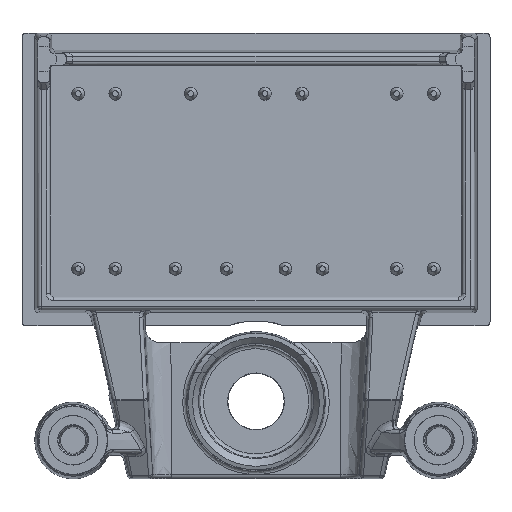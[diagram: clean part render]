
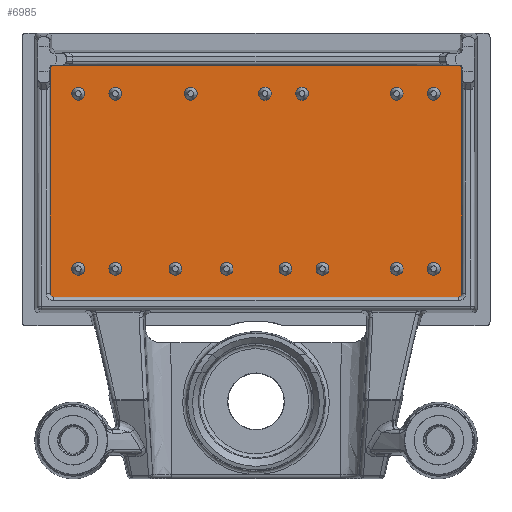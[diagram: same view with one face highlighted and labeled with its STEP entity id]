
A CAD part, top view. The second image highlights one B-rep face of the part: STEP entity #6985.
In plain terms, the highlighted planar face has unit normal (0, 0, 1).
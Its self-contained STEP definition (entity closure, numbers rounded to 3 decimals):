
#310=ELLIPSE('',#7612,0.3,0.3);
#311=ELLIPSE('',#7615,0.3,0.3);
#312=ELLIPSE('',#7618,0.3,0.3);
#313=ELLIPSE('',#7621,0.3,0.3);
#749=LINE('',#15152,#1195);
#752=LINE('',#15160,#1198);
#755=LINE('',#15168,#1201);
#758=LINE('',#15176,#1204);
#1195=VECTOR('',#9158,1000.);
#1198=VECTOR('',#9167,1000.);
#1201=VECTOR('',#9176,1000.);
#1204=VECTOR('',#9185,1000.);
#3082=ORIENTED_EDGE('',*,*,#4424,.T.);
#3083=ORIENTED_EDGE('',*,*,#4425,.T.);
#3084=ORIENTED_EDGE('',*,*,#4426,.T.);
#3085=ORIENTED_EDGE('',*,*,#4427,.T.);
#3086=ORIENTED_EDGE('',*,*,#4428,.T.);
#3087=ORIENTED_EDGE('',*,*,#4429,.T.);
#3088=ORIENTED_EDGE('',*,*,#4430,.T.);
#3089=ORIENTED_EDGE('',*,*,#4431,.T.);
#3090=ORIENTED_EDGE('',*,*,#4432,.T.);
#3091=ORIENTED_EDGE('',*,*,#4433,.T.);
#3092=ORIENTED_EDGE('',*,*,#4434,.T.);
#3093=ORIENTED_EDGE('',*,*,#4435,.T.);
#3094=ORIENTED_EDGE('',*,*,#4436,.T.);
#3095=ORIENTED_EDGE('',*,*,#4437,.T.);
#3096=ORIENTED_EDGE('',*,*,#4438,.T.);
#3097=ORIENTED_EDGE('',*,*,#4423,.T.);
#3098=ORIENTED_EDGE('',*,*,#4421,.F.);
#3099=ORIENTED_EDGE('',*,*,#4419,.F.);
#3100=ORIENTED_EDGE('',*,*,#4417,.F.);
#3101=ORIENTED_EDGE('',*,*,#4415,.F.);
#3102=ORIENTED_EDGE('',*,*,#4413,.T.);
#3103=ORIENTED_EDGE('',*,*,#4411,.T.);
#3104=ORIENTED_EDGE('',*,*,#4409,.T.);
#4409=EDGE_CURVE('',#5133,#5132,#749,.T.);
#4411=EDGE_CURVE('',#5134,#5133,#310,.F.);
#4413=EDGE_CURVE('',#5135,#5134,#752,.T.);
#4415=EDGE_CURVE('',#5135,#5136,#311,.F.);
#4417=EDGE_CURVE('',#5136,#5137,#755,.T.);
#4419=EDGE_CURVE('',#5137,#5138,#312,.F.);
#4421=EDGE_CURVE('',#5138,#5139,#758,.F.);
#4423=EDGE_CURVE('',#5132,#5139,#313,.F.);
#4424=EDGE_CURVE('',#5140,#5140,#5376,.T.);
#4425=EDGE_CURVE('',#5141,#5141,#5377,.T.);
#4426=EDGE_CURVE('',#5142,#5142,#5378,.T.);
#4427=EDGE_CURVE('',#5143,#5143,#5379,.T.);
#4428=EDGE_CURVE('',#5144,#5144,#5380,.T.);
#4429=EDGE_CURVE('',#5145,#5145,#5381,.T.);
#4430=EDGE_CURVE('',#5146,#5146,#5382,.T.);
#4431=EDGE_CURVE('',#5147,#5147,#5383,.T.);
#4432=EDGE_CURVE('',#5148,#5148,#5384,.T.);
#4433=EDGE_CURVE('',#5149,#5149,#5385,.T.);
#4434=EDGE_CURVE('',#5150,#5150,#5386,.T.);
#4435=EDGE_CURVE('',#5151,#5151,#5387,.T.);
#4436=EDGE_CURVE('',#5152,#5152,#5388,.T.);
#4437=EDGE_CURVE('',#5153,#5153,#5389,.T.);
#4438=EDGE_CURVE('',#5154,#5154,#5390,.T.);
#5132=VERTEX_POINT('',#15151);
#5133=VERTEX_POINT('',#15153);
#5134=VERTEX_POINT('',#15157);
#5135=VERTEX_POINT('',#15161);
#5136=VERTEX_POINT('',#15165);
#5137=VERTEX_POINT('',#15169);
#5138=VERTEX_POINT('',#15173);
#5139=VERTEX_POINT('',#15177);
#5140=VERTEX_POINT('',#15183);
#5141=VERTEX_POINT('',#15185);
#5142=VERTEX_POINT('',#15187);
#5143=VERTEX_POINT('',#15189);
#5144=VERTEX_POINT('',#15191);
#5145=VERTEX_POINT('',#15193);
#5146=VERTEX_POINT('',#15195);
#5147=VERTEX_POINT('',#15197);
#5148=VERTEX_POINT('',#15199);
#5149=VERTEX_POINT('',#15201);
#5150=VERTEX_POINT('',#15203);
#5151=VERTEX_POINT('',#15205);
#5152=VERTEX_POINT('',#15207);
#5153=VERTEX_POINT('',#15209);
#5154=VERTEX_POINT('',#15211);
#5376=CIRCLE('',#7623,0.5);
#5377=CIRCLE('',#7624,0.5);
#5378=CIRCLE('',#7625,0.5);
#5379=CIRCLE('',#7626,0.5);
#5380=CIRCLE('',#7627,0.5);
#5381=CIRCLE('',#7628,0.5);
#5382=CIRCLE('',#7629,0.5);
#5383=CIRCLE('',#7630,0.5);
#5384=CIRCLE('',#7631,0.5);
#5385=CIRCLE('',#7632,0.5);
#5386=CIRCLE('',#7633,0.5);
#5387=CIRCLE('',#7634,0.5);
#5388=CIRCLE('',#7635,0.5);
#5389=CIRCLE('',#7636,0.5);
#5390=CIRCLE('',#7637,0.5);
#5794=EDGE_LOOP('',(#3082));
#5795=EDGE_LOOP('',(#3083));
#5796=EDGE_LOOP('',(#3084));
#5797=EDGE_LOOP('',(#3085));
#5798=EDGE_LOOP('',(#3086));
#5799=EDGE_LOOP('',(#3087));
#5800=EDGE_LOOP('',(#3088));
#5801=EDGE_LOOP('',(#3089));
#5802=EDGE_LOOP('',(#3090));
#5803=EDGE_LOOP('',(#3091));
#5804=EDGE_LOOP('',(#3092));
#5805=EDGE_LOOP('',(#3093));
#5806=EDGE_LOOP('',(#3094));
#5807=EDGE_LOOP('',(#3095));
#5808=EDGE_LOOP('',(#3096));
#5809=EDGE_LOOP('',(#3097,#3098,#3099,#3100,#3101,#3102,#3103,#3104));
#6322=FACE_BOUND('',#5794,.T.);
#6323=FACE_BOUND('',#5795,.T.);
#6324=FACE_BOUND('',#5796,.T.);
#6325=FACE_BOUND('',#5797,.T.);
#6326=FACE_BOUND('',#5798,.T.);
#6327=FACE_BOUND('',#5799,.T.);
#6328=FACE_BOUND('',#5800,.T.);
#6329=FACE_BOUND('',#5801,.T.);
#6330=FACE_BOUND('',#5802,.T.);
#6331=FACE_BOUND('',#5803,.T.);
#6332=FACE_BOUND('',#5804,.T.);
#6333=FACE_BOUND('',#5805,.T.);
#6334=FACE_BOUND('',#5806,.T.);
#6335=FACE_BOUND('',#5807,.T.);
#6336=FACE_BOUND('',#5808,.T.);
#6337=FACE_BOUND('',#5809,.T.);
#6600=PLANE('',#7622);
#6985=ADVANCED_FACE('',(#6322,#6323,#6324,#6325,#6326,#6327,#6328,#6329,
#6330,#6331,#6332,#6333,#6334,#6335,#6336,#6337),#6600,.F.);
#7612=AXIS2_PLACEMENT_3D('',#15156,#9162,#9163);
#7615=AXIS2_PLACEMENT_3D('',#15164,#9171,#9172);
#7618=AXIS2_PLACEMENT_3D('',#15172,#9180,#9181);
#7621=AXIS2_PLACEMENT_3D('',#15180,#9189,#9190);
#7622=AXIS2_PLACEMENT_3D('',#15181,#9191,#9192);
#7623=AXIS2_PLACEMENT_3D('',#15182,#9193,#9194);
#7624=AXIS2_PLACEMENT_3D('',#15184,#9195,#9196);
#7625=AXIS2_PLACEMENT_3D('',#15186,#9197,#9198);
#7626=AXIS2_PLACEMENT_3D('',#15188,#9199,#9200);
#7627=AXIS2_PLACEMENT_3D('',#15190,#9201,#9202);
#7628=AXIS2_PLACEMENT_3D('',#15192,#9203,#9204);
#7629=AXIS2_PLACEMENT_3D('',#15194,#9205,#9206);
#7630=AXIS2_PLACEMENT_3D('',#15196,#9207,#9208);
#7631=AXIS2_PLACEMENT_3D('',#15198,#9209,#9210);
#7632=AXIS2_PLACEMENT_3D('',#15200,#9211,#9212);
#7633=AXIS2_PLACEMENT_3D('',#15202,#9213,#9214);
#7634=AXIS2_PLACEMENT_3D('',#15204,#9215,#9216);
#7635=AXIS2_PLACEMENT_3D('',#15206,#9217,#9218);
#7636=AXIS2_PLACEMENT_3D('',#15208,#9219,#9220);
#7637=AXIS2_PLACEMENT_3D('',#15210,#9221,#9222);
#9158=DIRECTION('',(0.,-1.,0.));
#9162=DIRECTION('',(0.,0.,-1.));
#9163=DIRECTION('',(-0.707,0.707,0.));
#9167=DIRECTION('',(-1.,0.,0.));
#9171=DIRECTION('',(0.,0.,1.));
#9172=DIRECTION('',(0.707,0.707,0.));
#9176=DIRECTION('',(0.,-1.,0.));
#9180=DIRECTION('',(0.,0.,1.));
#9181=DIRECTION('',(0.555,0.832,0.));
#9185=DIRECTION('',(1.,0.,0.));
#9189=DIRECTION('',(0.,0.,-1.));
#9190=DIRECTION('',(-0.555,0.832,0.));
#9191=DIRECTION('',(0.,0.,-1.));
#9192=DIRECTION('',(-1.,0.,0.));
#9193=DIRECTION('',(0.,0.,-1.));
#9194=DIRECTION('',(-1.,0.,0.));
#9195=DIRECTION('',(0.,0.,-1.));
#9196=DIRECTION('',(-1.,0.,0.));
#9197=DIRECTION('',(0.,0.,-1.));
#9198=DIRECTION('',(-1.,0.,0.));
#9199=DIRECTION('',(0.,0.,-1.));
#9200=DIRECTION('',(-1.,0.,0.));
#9201=DIRECTION('',(0.,0.,-1.));
#9202=DIRECTION('',(-1.,0.,0.));
#9203=DIRECTION('',(0.,0.,-1.));
#9204=DIRECTION('',(-1.,0.,0.));
#9205=DIRECTION('',(0.,0.,-1.));
#9206=DIRECTION('',(-1.,0.,0.));
#9207=DIRECTION('',(0.,0.,-1.));
#9208=DIRECTION('',(-1.,0.,0.));
#9209=DIRECTION('',(0.,0.,-1.));
#9210=DIRECTION('',(-1.,0.,0.));
#9211=DIRECTION('',(0.,0.,-1.));
#9212=DIRECTION('',(-1.,0.,0.));
#9213=DIRECTION('',(0.,0.,-1.));
#9214=DIRECTION('',(-1.,0.,0.));
#9215=DIRECTION('',(0.,0.,-1.));
#9216=DIRECTION('',(-1.,0.,0.));
#9217=DIRECTION('',(0.,0.,-1.));
#9218=DIRECTION('',(-1.,0.,0.));
#9219=DIRECTION('',(0.,0.,-1.));
#9220=DIRECTION('',(-1.,0.,0.));
#9221=DIRECTION('',(0.,0.,-1.));
#9222=DIRECTION('',(-1.,0.,0.));
#15151=CARTESIAN_POINT('',(-16.109,-8.758,10.));
#15152=CARTESIAN_POINT('',(-16.109,0.643,10.));
#15153=CARTESIAN_POINT('',(-16.109,8.759,10.));
#15156=CARTESIAN_POINT('',(-15.809,8.759,10.));
#15157=CARTESIAN_POINT('',(-15.809,9.059,10.));
#15160=CARTESIAN_POINT('',(-9.023,9.059,10.));
#15161=CARTESIAN_POINT('',(15.809,9.059,10.));
#15164=CARTESIAN_POINT('',(15.809,8.759,10.));
#15165=CARTESIAN_POINT('',(16.109,8.759,10.));
#15168=CARTESIAN_POINT('',(16.109,0.643,10.));
#15169=CARTESIAN_POINT('',(16.109,-8.758,10.));
#15172=CARTESIAN_POINT('',(15.809,-8.758,10.));
#15173=CARTESIAN_POINT('',(15.809,-9.058,10.));
#15176=CARTESIAN_POINT('',(0.,-9.058,10.));
#15177=CARTESIAN_POINT('',(-15.809,-9.058,10.));
#15180=CARTESIAN_POINT('',(-15.809,-8.758,10.));
#15181=CARTESIAN_POINT('',(0.,0.,10.));
#15182=CARTESIAN_POINT('',(3.6,6.85,10.));
#15183=CARTESIAN_POINT('',(3.1,6.85,10.));
#15184=CARTESIAN_POINT('',(-13.9,-6.85,10.));
#15185=CARTESIAN_POINT('',(-14.4,-6.85,10.));
#15186=CARTESIAN_POINT('',(-6.3,-6.85,10.));
#15187=CARTESIAN_POINT('',(-6.8,-6.85,10.));
#15188=CARTESIAN_POINT('',(5.2,-6.85,10.));
#15189=CARTESIAN_POINT('',(4.7,-6.85,10.));
#15190=CARTESIAN_POINT('',(13.9,-6.85,10.));
#15191=CARTESIAN_POINT('',(13.4,-6.85,10.));
#15192=CARTESIAN_POINT('',(13.9,6.85,10.));
#15193=CARTESIAN_POINT('',(13.4,6.85,10.));
#15194=CARTESIAN_POINT('',(-5.1,6.85,10.));
#15195=CARTESIAN_POINT('',(-5.6,6.85,10.));
#15196=CARTESIAN_POINT('',(-13.9,6.85,10.));
#15197=CARTESIAN_POINT('',(-14.4,6.85,10.));
#15198=CARTESIAN_POINT('',(-11.,6.85,10.));
#15199=CARTESIAN_POINT('',(-11.5,6.85,10.));
#15200=CARTESIAN_POINT('',(0.7,6.85,10.));
#15201=CARTESIAN_POINT('',(0.2,6.85,10.));
#15202=CARTESIAN_POINT('',(11.,6.85,10.));
#15203=CARTESIAN_POINT('',(10.5,6.85,10.));
#15204=CARTESIAN_POINT('',(11.,-6.85,10.));
#15205=CARTESIAN_POINT('',(10.5,-6.85,10.));
#15206=CARTESIAN_POINT('',(2.3,-6.85,10.));
#15207=CARTESIAN_POINT('',(1.8,-6.85,10.));
#15208=CARTESIAN_POINT('',(-2.3,-6.85,10.));
#15209=CARTESIAN_POINT('',(-2.8,-6.85,10.));
#15210=CARTESIAN_POINT('',(-11.,-6.85,10.));
#15211=CARTESIAN_POINT('',(-11.5,-6.85,10.));
